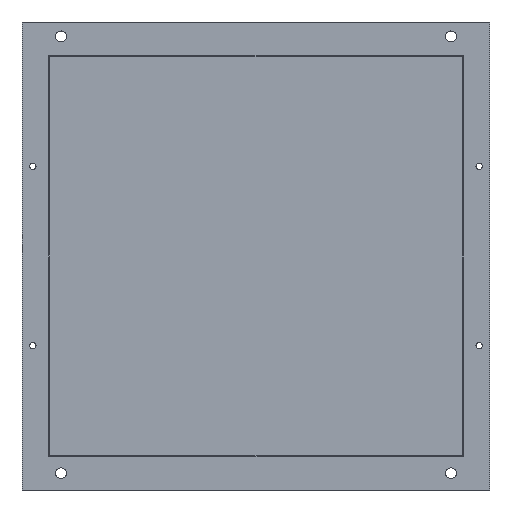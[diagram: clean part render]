
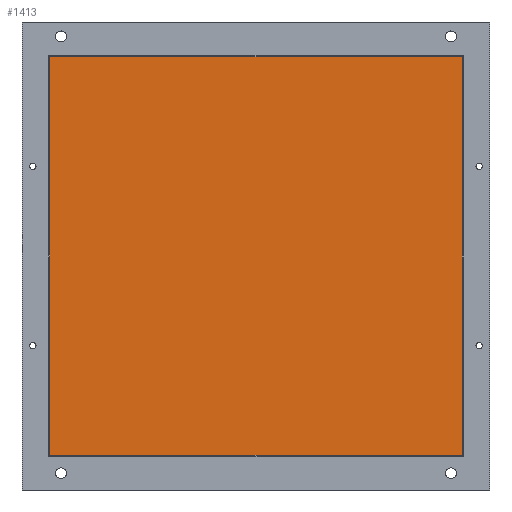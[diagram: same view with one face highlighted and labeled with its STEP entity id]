
A CAD part, front view. The second image highlights one B-rep face of the part: STEP entity #1413.
In plain terms, the highlighted planar face has unit normal (0, -1, 0).
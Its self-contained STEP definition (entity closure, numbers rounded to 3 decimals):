
#15 = VECTOR ( 'NONE', #292, 1000. ) ;
#17 = LINE ( 'NONE', #153, #15 ) ;
#36 = DIRECTION ( 'NONE',  ( 1., 0., 0. ) ) ;
#46 = CARTESIAN_POINT ( 'NONE',  ( 265.565, -1.42, 255.2 ) ) ;
#65 = DIRECTION ( 'NONE',  ( -1., 0., 0. ) ) ;
#131 = VECTOR ( 'NONE', #36, 1000. ) ;
#133 = LINE ( 'NONE', #264, #131 ) ;
#153 = CARTESIAN_POINT ( 'NONE',  ( 264.2, -1.42, -254.2 ) ) ;
#227 = AXIS2_PLACEMENT_3D ( 'NONE', #630, #629, #628 ) ;
#246 = VERTEX_POINT ( 'NONE', #899 ) ;
#254 = VECTOR ( 'NONE', #1418, 1000. ) ;
#264 = CARTESIAN_POINT ( 'NONE',  ( 265.565, -1.42, -255.2 ) ) ;
#292 = DIRECTION ( 'NONE',  ( 0., 0., 1. ) ) ;
#306 = LINE ( 'NONE', #493, #254 ) ;
#308 = LINE ( 'NONE', #46, #322 ) ;
#310 = ORIENTED_EDGE ( 'NONE', *, *, #332, .T. ) ;
#322 = VECTOR ( 'NONE', #65, 1000. ) ;
#332 = EDGE_CURVE ( 'NONE', #797, #803, #308, .T. ) ;
#354 = ORIENTED_EDGE ( 'NONE', *, *, #385, .T. ) ;
#385 = EDGE_CURVE ( 'NONE', #803, #246, #306, .T. ) ;
#491 = EDGE_CURVE ( 'NONE', #246, #1253, #133, .T. ) ;
#493 = CARTESIAN_POINT ( 'NONE',  ( -264.2, -1.42, -254.2 ) ) ;
#538 = EDGE_CURVE ( 'NONE', #1253, #797, #17, .T. ) ;
#628 = DIRECTION ( 'NONE',  ( 0., 0., -1. ) ) ;
#629 = DIRECTION ( 'NONE',  ( 0., -1., 0. ) ) ;
#630 = CARTESIAN_POINT ( 'NONE',  ( 0., -1.42, 0. ) ) ;
#647 = PLANE ( 'NONE',  #227 ) ;
#746 = ORIENTED_EDGE ( 'NONE', *, *, #491, .T. ) ;
#797 = VERTEX_POINT ( 'NONE', #1365 ) ;
#803 = VERTEX_POINT ( 'NONE', #1363 ) ;
#899 = CARTESIAN_POINT ( 'NONE',  ( -264.2, -1.42, -255.2 ) ) ;
#969 = CARTESIAN_POINT ( 'NONE',  ( 264.2, -1.42, -255.2 ) ) ;
#1248 = FACE_OUTER_BOUND ( 'NONE', #1271, .T. ) ;
#1253 = VERTEX_POINT ( 'NONE', #969 ) ;
#1258 = ORIENTED_EDGE ( 'NONE', *, *, #538, .T. ) ;
#1271 = EDGE_LOOP ( 'NONE', ( #310, #354, #746, #1258 ) ) ;
#1363 = CARTESIAN_POINT ( 'NONE',  ( -264.2, -1.42, 255.2 ) ) ;
#1365 = CARTESIAN_POINT ( 'NONE',  ( 264.2, -1.42, 255.2 ) ) ;
#1413 = ADVANCED_FACE ( 'NONE', ( #1248 ), #647, .T. ) ;
#1418 = DIRECTION ( 'NONE',  ( 0., 0., -1. ) ) ;
